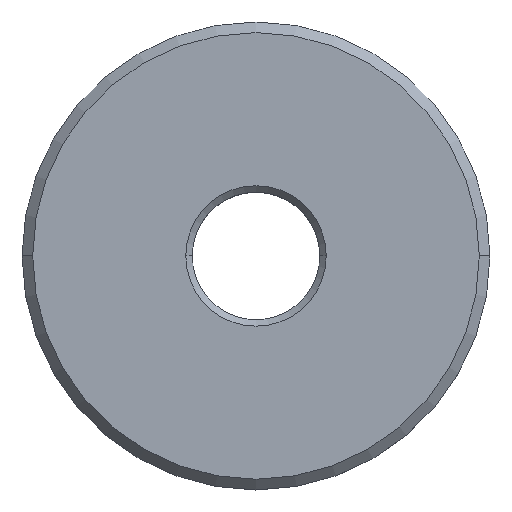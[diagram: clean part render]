
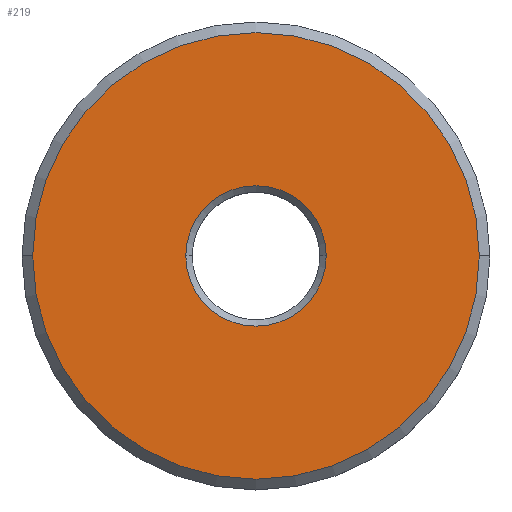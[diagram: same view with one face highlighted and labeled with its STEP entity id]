
A CAD part, top view. The second image highlights one B-rep face of the part: STEP entity #219.
In plain terms, the highlighted planar face has unit normal (0, 0, 1).
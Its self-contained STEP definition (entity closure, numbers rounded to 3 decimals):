
#23 = VERTEX_POINT ( 'NONE', #103 ) ;
#25 = EDGE_CURVE ( 'NONE', #26, #23, #102, .T. ) ;
#26 = VERTEX_POINT ( 'NONE', #97 ) ;
#97 = CARTESIAN_POINT ( 'NONE',  ( 3.3, 0., 0. ) ) ;
#98 = DIRECTION ( 'NONE',  ( 1., 0., 0. ) ) ;
#99 = DIRECTION ( 'NONE',  ( 0., 0., -1. ) ) ;
#100 = CARTESIAN_POINT ( 'NONE',  ( 0., 0., 0. ) ) ;
#101 = AXIS2_PLACEMENT_3D ( 'NONE', #100, #99, #98 ) ;
#102 = CIRCLE ( 'NONE', #101, 3.3 ) ;
#103 = CARTESIAN_POINT ( 'NONE',  ( -3.3, 0., 0. ) ) ;
#159 = EDGE_CURVE ( 'NONE', #160, #161, #333, .T. ) ;
#160 = VERTEX_POINT ( 'NONE', #324 ) ;
#161 = VERTEX_POINT ( 'NONE', #323 ) ;
#219 = ADVANCED_FACE ( 'NONE', ( #362, #361 ), #360, .T. ) ;
#220 = EDGE_LOOP ( 'NONE', ( #221, #224 ) ) ;
#221 = ORIENTED_EDGE ( 'NONE', *, *, #223, .T. ) ;
#223 = EDGE_CURVE ( 'NONE', #161, #160, #358, .T. ) ;
#224 = ORIENTED_EDGE ( 'NONE', *, *, #159, .T. ) ;
#225 = EDGE_LOOP ( 'NONE', ( #226, #227 ) ) ;
#226 = ORIENTED_EDGE ( 'NONE', *, *, #25, .T. ) ;
#227 = ORIENTED_EDGE ( 'NONE', *, *, #228, .T. ) ;
#228 = EDGE_CURVE ( 'NONE', #23, #26, #349, .T. ) ;
#323 = CARTESIAN_POINT ( 'NONE',  ( -10.5, 0., 0. ) ) ;
#324 = CARTESIAN_POINT ( 'NONE',  ( 10.5, 0., 0. ) ) ;
#325 = DIRECTION ( 'NONE',  ( 1., 0., 0. ) ) ;
#326 = DIRECTION ( 'NONE',  ( 0., 0., 1. ) ) ;
#327 = CARTESIAN_POINT ( 'NONE',  ( 0., 0., 0. ) ) ;
#328 = AXIS2_PLACEMENT_3D ( 'NONE', #327, #326, #325 ) ;
#333 = CIRCLE ( 'NONE', #328, 10.5 ) ;
#345 = DIRECTION ( 'NONE',  ( 1., 0., 0. ) ) ;
#346 = DIRECTION ( 'NONE',  ( 0., 0., -1. ) ) ;
#347 = CARTESIAN_POINT ( 'NONE',  ( 0., 0., 0. ) ) ;
#348 = AXIS2_PLACEMENT_3D ( 'NONE', #347, #346, #345 ) ;
#349 = CIRCLE ( 'NONE', #348, 3.3 ) ;
#351 = DIRECTION ( 'NONE',  ( 1., 0., 0. ) ) ;
#352 = DIRECTION ( 'NONE',  ( 0., 0., 1. ) ) ;
#353 = CARTESIAN_POINT ( 'NONE',  ( 0., 0., 0. ) ) ;
#354 = AXIS2_PLACEMENT_3D ( 'NONE', #353, #352, #351 ) ;
#355 = DIRECTION ( 'NONE',  ( 1., 0., 0. ) ) ;
#356 = DIRECTION ( 'NONE',  ( 0., 0., 1. ) ) ;
#357 = AXIS2_PLACEMENT_3D ( 'NONE', #359, #356, #355 ) ;
#358 = CIRCLE ( 'NONE', #354, 10.5 ) ;
#359 = CARTESIAN_POINT ( 'NONE',  ( 0., 0., 0. ) ) ;
#360 = PLANE ( 'NONE',  #357 ) ;
#361 = FACE_BOUND ( 'NONE', #225, .T. ) ;
#362 = FACE_OUTER_BOUND ( 'NONE', #220, .T. ) ;
